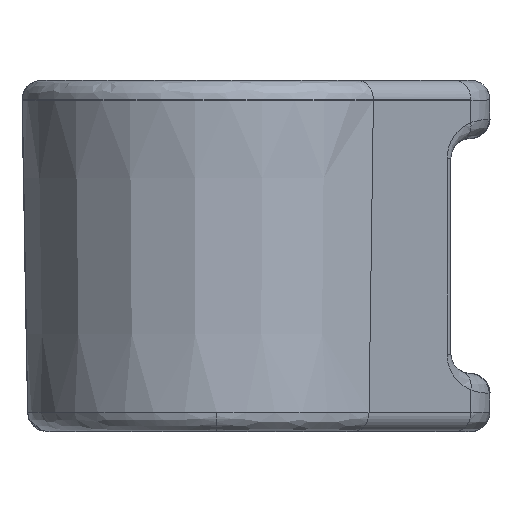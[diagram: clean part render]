
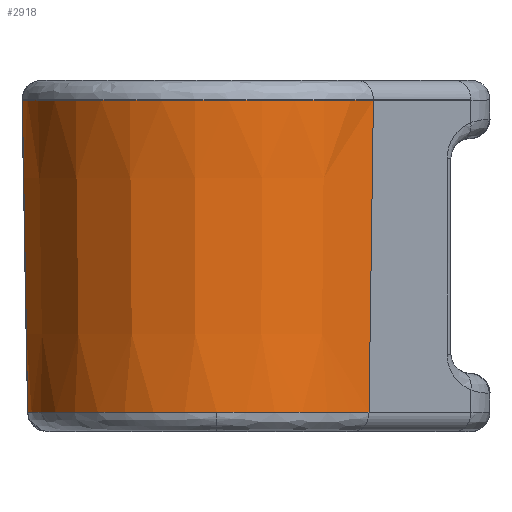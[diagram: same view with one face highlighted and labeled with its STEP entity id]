
A CAD part, left-side view. The second image highlights one B-rep face of the part: STEP entity #2918.
In plain terms, the highlighted conical face has half-angle 1 degrees and reference radius 9.982 mm.
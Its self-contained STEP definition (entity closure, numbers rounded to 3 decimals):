
#188 = VERTEX_POINT('',#189);
#189 = CARTESIAN_POINT('',(-97.203,0.,-8.017));
#196 = EDGE_CURVE('',#197,#188,#199,.T.);
#197 = VERTEX_POINT('',#198);
#198 = CARTESIAN_POINT('',(-81.728,7.8,
    -8.017));
#199 = CIRCLE('',#200,9.703);
#200 = AXIS2_PLACEMENT_3D('',#201,#202,#203);
#201 = CARTESIAN_POINT('',(-87.5,0.,-8.017));
#202 = DIRECTION('',(0.,0.,1.));
#203 = DIRECTION('',(1.,0.,-0.));
#670 = VERTEX_POINT('',#671);
#671 = CARTESIAN_POINT('',(-93.438,-8.024,7.983
    ));
#845 = VERTEX_POINT('',#846);
#846 = CARTESIAN_POINT('',(-81.562,8.024,7.983)
  );
#1902 = EDGE_CURVE('',#845,#670,#1903,.T.);
#1903 = CIRCLE('',#1904,9.982);
#1904 = AXIS2_PLACEMENT_3D('',#1905,#1906,#1907);
#1905 = CARTESIAN_POINT('',(-87.5,0.,7.983));
#1906 = DIRECTION('',(0.,0.,1.));
#1907 = DIRECTION('',(1.,0.,-0.));
#2797 = VERTEX_POINT('',#2798);
#2798 = CARTESIAN_POINT('',(-93.272,-7.8,
    -8.017));
#2908 = EDGE_CURVE('',#670,#2797,#2909,.T.);
#2909 = LINE('',#2910,#2911);
#2910 = CARTESIAN_POINT('',(-93.448,-8.039,9.));
#2911 = VECTOR('',#2912,1.);
#2912 = DIRECTION('',(0.01,0.014,
    -1.));
#2918 = ADVANCED_FACE('',(#2919),#2937,.T.);
#2919 = FACE_BOUND('',#2920,.T.);
#2920 = EDGE_LOOP('',(#2921,#2922,#2928,#2929,#2936));
#2921 = ORIENTED_EDGE('',*,*,#1902,.F.);
#2922 = ORIENTED_EDGE('',*,*,#2923,.T.);
#2923 = EDGE_CURVE('',#845,#197,#2924,.T.);
#2924 = LINE('',#2925,#2926);
#2925 = CARTESIAN_POINT('',(-81.645,7.912,
    -0.017));
#2926 = VECTOR('',#2927,1.);
#2927 = DIRECTION('',(-0.01,-0.014,
    -1.));
#2928 = ORIENTED_EDGE('',*,*,#196,.T.);
#2929 = ORIENTED_EDGE('',*,*,#2930,.T.);
#2930 = EDGE_CURVE('',#188,#2797,#2931,.T.);
#2931 = CIRCLE('',#2932,9.703);
#2932 = AXIS2_PLACEMENT_3D('',#2933,#2934,#2935);
#2933 = CARTESIAN_POINT('',(-87.5,0.,-8.017));
#2934 = DIRECTION('',(0.,0.,1.));
#2935 = DIRECTION('',(1.,0.,-0.));
#2936 = ORIENTED_EDGE('',*,*,#2908,.F.);
#2937 = CONICAL_SURFACE('',#2938,9.982,0.017);
#2938 = AXIS2_PLACEMENT_3D('',#2939,#2940,#2941);
#2939 = CARTESIAN_POINT('',(-87.5,0.,7.983));
#2940 = DIRECTION('',(0.,-0.,1.));
#2941 = DIRECTION('',(1.,0.,0.));
